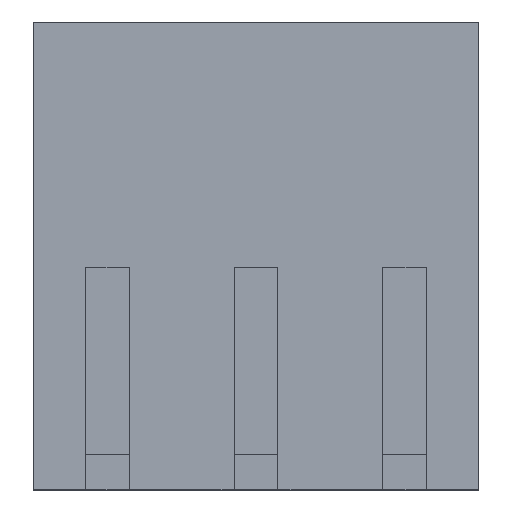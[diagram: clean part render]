
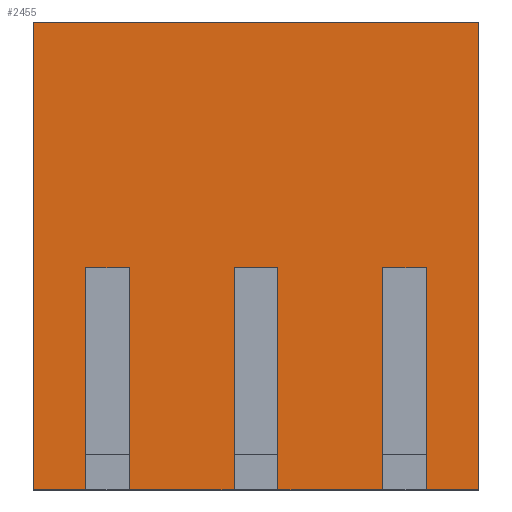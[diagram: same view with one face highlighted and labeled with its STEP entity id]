
A CAD part, top view. The second image highlights one B-rep face of the part: STEP entity #2455.
In plain terms, the highlighted planar face has unit normal (0, 0, 1).
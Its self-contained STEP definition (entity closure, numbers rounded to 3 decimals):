
#13=DIRECTION('',(1.,0.,0.));
#14=VECTOR('',#13,3.58);
#15=CARTESIAN_POINT('',(-4.33,0.,3.85));
#16=LINE('',#15,#14);
#29=DIRECTION('',(1.,0.,0.));
#30=VECTOR('',#29,3.58);
#31=CARTESIAN_POINT('',(0.75,0.,3.85));
#32=LINE('',#31,#30);
#45=DIRECTION('',(1.,0.,0.));
#46=VECTOR('',#45,1.79);
#47=CARTESIAN_POINT('',(5.83,0.,3.85));
#48=LINE('',#47,#46);
#61=DIRECTION('',(1.,0.,0.));
#62=VECTOR('',#61,1.79);
#63=CARTESIAN_POINT('',(-7.62,0.,3.85));
#64=LINE('',#63,#62);
#113=DIRECTION('',(1.,0.,0.));
#114=VECTOR('',#113,1.5);
#115=CARTESIAN_POINT('',(-5.83,7.6,3.85));
#116=LINE('',#115,#114);
#117=DIRECTION('',(0.,1.,0.));
#118=VECTOR('',#117,7.6);
#119=CARTESIAN_POINT('',(-5.83,0.,3.85));
#120=LINE('',#119,#118);
#121=DIRECTION('',(0.,1.,0.));
#122=VECTOR('',#121,16.);
#123=CARTESIAN_POINT('',(-7.62,0.,3.85));
#124=LINE('',#123,#122);
#125=DIRECTION('',(0.,1.,0.));
#126=VECTOR('',#125,7.6);
#127=CARTESIAN_POINT('',(5.83,0.,3.85));
#128=LINE('',#127,#126);
#129=DIRECTION('',(1.,0.,0.));
#130=VECTOR('',#129,1.5);
#131=CARTESIAN_POINT('',(4.33,7.6,3.85));
#132=LINE('',#131,#130);
#133=DIRECTION('',(0.,1.,0.));
#134=VECTOR('',#133,7.6);
#135=CARTESIAN_POINT('',(4.33,0.,3.85));
#136=LINE('',#135,#134);
#137=DIRECTION('',(0.,1.,0.));
#138=VECTOR('',#137,7.6);
#139=CARTESIAN_POINT('',(0.75,0.,3.85));
#140=LINE('',#139,#138);
#141=DIRECTION('',(1.,0.,0.));
#142=VECTOR('',#141,1.5);
#143=CARTESIAN_POINT('',(-0.75,7.6,3.85));
#144=LINE('',#143,#142);
#145=DIRECTION('',(0.,1.,0.));
#146=VECTOR('',#145,7.6);
#147=CARTESIAN_POINT('',(-0.75,0.,3.85));
#148=LINE('',#147,#146);
#149=DIRECTION('',(0.,1.,0.));
#150=VECTOR('',#149,7.6);
#151=CARTESIAN_POINT('',(-4.33,0.,3.85));
#152=LINE('',#151,#150);
#405=DIRECTION('',(1.,0.,0.));
#406=VECTOR('',#405,15.24);
#407=CARTESIAN_POINT('',(-7.62,16.,3.85));
#408=LINE('',#407,#406);
#533=DIRECTION('',(0.,1.,0.));
#534=VECTOR('',#533,16.);
#535=CARTESIAN_POINT('',(7.62,0.,3.85));
#536=LINE('',#535,#534);
#1903=CARTESIAN_POINT('',(-7.62,16.,3.85));
#1904=CARTESIAN_POINT('',(7.62,16.,3.85));
#1905=VERTEX_POINT('',#1903);
#1906=VERTEX_POINT('',#1904);
#1907=CARTESIAN_POINT('',(-7.62,0.,3.85));
#1908=VERTEX_POINT('',#1907);
#1909=CARTESIAN_POINT('',(7.62,0.,3.85));
#1910=VERTEX_POINT('',#1909);
#2007=CARTESIAN_POINT('',(4.33,0.,3.85));
#2009=VERTEX_POINT('',#2007);
#2013=CARTESIAN_POINT('',(5.83,0.,3.85));
#2014=VERTEX_POINT('',#2013);
#2015=CARTESIAN_POINT('',(4.33,7.6,3.85));
#2016=CARTESIAN_POINT('',(5.83,7.6,3.85));
#2017=VERTEX_POINT('',#2015);
#2018=VERTEX_POINT('',#2016);
#2047=CARTESIAN_POINT('',(-0.75,0.,3.85));
#2049=VERTEX_POINT('',#2047);
#2053=CARTESIAN_POINT('',(0.75,0.,3.85));
#2054=VERTEX_POINT('',#2053);
#2055=CARTESIAN_POINT('',(-0.75,7.6,3.85));
#2056=CARTESIAN_POINT('',(0.75,7.6,3.85));
#2057=VERTEX_POINT('',#2055);
#2058=VERTEX_POINT('',#2056);
#2087=CARTESIAN_POINT('',(-5.83,0.,3.85));
#2089=VERTEX_POINT('',#2087);
#2093=CARTESIAN_POINT('',(-4.33,0.,3.85));
#2094=VERTEX_POINT('',#2093);
#2095=CARTESIAN_POINT('',(-5.83,7.6,3.85));
#2096=CARTESIAN_POINT('',(-4.33,7.6,3.85));
#2097=VERTEX_POINT('',#2095);
#2098=VERTEX_POINT('',#2096);
#2421=CARTESIAN_POINT('',(-7.62,0.,3.85));
#2422=DIRECTION('',(0.,0.,1.));
#2423=DIRECTION('',(1.,0.,0.));
#2424=AXIS2_PLACEMENT_3D('',#2421,#2422,#2423);
#2425=PLANE('',#2424);
#2427=ORIENTED_EDGE('',*,*,#2426,.F.);
#2428=ORIENTED_EDGE('',*,*,#2408,.F.);
#2429=ORIENTED_EDGE('',*,*,#2367,.F.);
#2431=ORIENTED_EDGE('',*,*,#2430,.T.);
#2433=ORIENTED_EDGE('',*,*,#2432,.T.);
#2435=ORIENTED_EDGE('',*,*,#2434,.F.);
#2436=ORIENTED_EDGE('',*,*,#2359,.F.);
#2438=ORIENTED_EDGE('',*,*,#2437,.T.);
#2440=ORIENTED_EDGE('',*,*,#2439,.F.);
#2442=ORIENTED_EDGE('',*,*,#2441,.F.);
#2443=ORIENTED_EDGE('',*,*,#2351,.F.);
#2445=ORIENTED_EDGE('',*,*,#2444,.T.);
#2447=ORIENTED_EDGE('',*,*,#2446,.F.);
#2449=ORIENTED_EDGE('',*,*,#2448,.F.);
#2450=ORIENTED_EDGE('',*,*,#2343,.F.);
#2452=ORIENTED_EDGE('',*,*,#2451,.T.);
#2453=EDGE_LOOP('',(#2427,#2428,#2429,#2431,#2433,#2435,#2436,#2438,#2440,#2442,
#2443,#2445,#2447,#2449,#2450,#2452));
#2454=FACE_OUTER_BOUND('',#2453,.F.);
#2343=EDGE_CURVE('',#2094,#2049,#16,.T.);
#2351=EDGE_CURVE('',#2054,#2009,#32,.T.);
#2359=EDGE_CURVE('',#2014,#1910,#48,.T.);
#2367=EDGE_CURVE('',#1908,#2089,#64,.T.);
#2408=EDGE_CURVE('',#2089,#2097,#120,.T.);
#2426=EDGE_CURVE('',#2097,#2098,#116,.T.);
#2430=EDGE_CURVE('',#1908,#1905,#124,.T.);
#2432=EDGE_CURVE('',#1905,#1906,#408,.T.);
#2434=EDGE_CURVE('',#1910,#1906,#536,.T.);
#2437=EDGE_CURVE('',#2014,#2018,#128,.T.);
#2439=EDGE_CURVE('',#2017,#2018,#132,.T.);
#2441=EDGE_CURVE('',#2009,#2017,#136,.T.);
#2444=EDGE_CURVE('',#2054,#2058,#140,.T.);
#2446=EDGE_CURVE('',#2057,#2058,#144,.T.);
#2448=EDGE_CURVE('',#2049,#2057,#148,.T.);
#2451=EDGE_CURVE('',#2094,#2098,#152,.T.);
#2455=ADVANCED_FACE('',(#2454),#2425,.T.);
